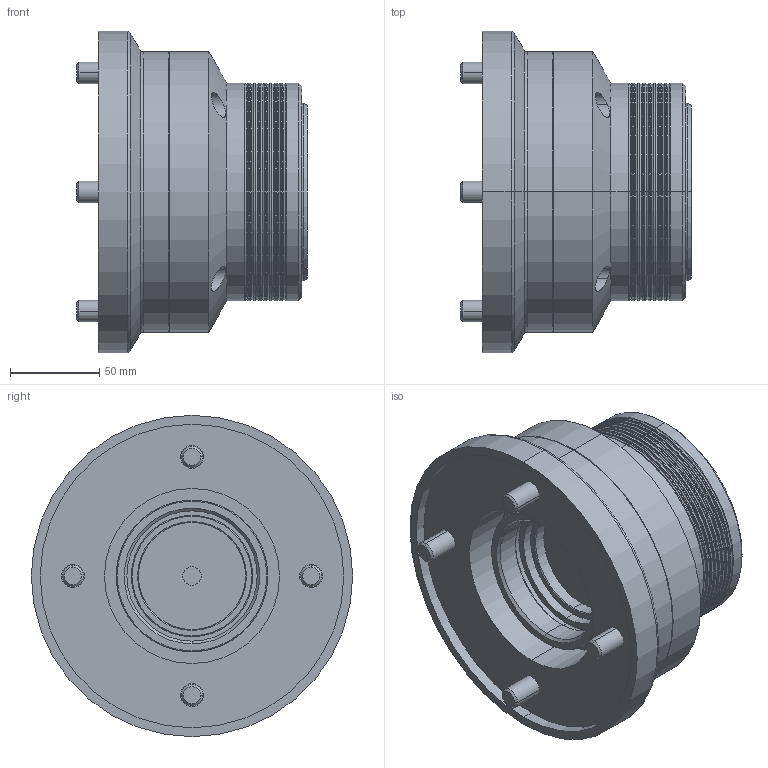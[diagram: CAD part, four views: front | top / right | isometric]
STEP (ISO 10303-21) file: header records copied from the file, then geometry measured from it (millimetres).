
FILE_DESCRIPTION (( 'STEP AP203' ), '1' );
FILE_NAME ('CF-CBE-65.STEP', '2022-04-18T00:29:07', ( '' ), ( '' ), 'SwSTEP 2.0', 'SolidWorks 2016', '' );
FILE_SCHEMA (( 'CONFIG_CONTROL_DESIGN' ));
Length unit declared in the file: millimetre
Products named in the file (8): CF-CBE-65; CF-CBE-65-01010; CF-CBE-65-03010; CF-CBE-65-07010; 圓頭內六角螺栓_M8x35; 圓頭內六角螺栓_M12x30; RG-65R; CF-CBE-65-02010
Assembly tree (13 placements, depth 2):
  CF-CBE-65
    CF-CBE-65-01010
    CF-CBE-65-03010
    CF-CBE-65-07010
    圓頭內六角螺栓_M8x35  x4
    圓頭內六角螺栓_M12x30  x4
    RG-65R
    CF-CBE-65-02010
Bounding box: 129 x 180 x 180 mm (x, y, z)
Volume: 1581146.3 mm3; surface area: 308259.3 mm2
Topology: 13 solids, 13 shells, 595 faces, 1389 edges, 832 vertices
Faces by surface type: plane 201, cylinder 186, cone 160, torus 48
Entity records: 14414 total; most frequent: CARTESIAN_POINT 2972, DIRECTION 2379, ORIENTED_EDGE 2066, EDGE_CURVE 1033, AXIS2_PLACEMENT_3D 978, VERTEX_POINT 634, CIRCLE 517, EDGE_LOOP 501
